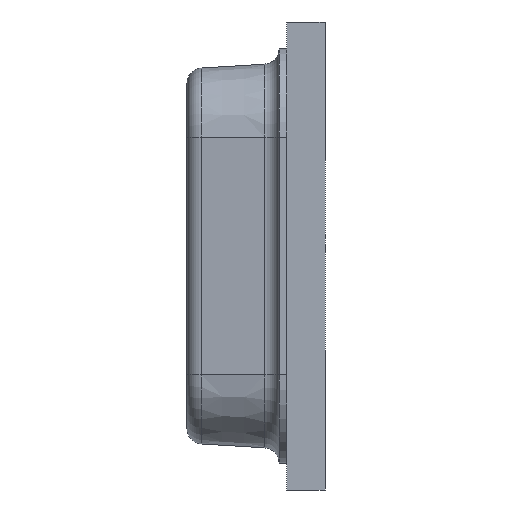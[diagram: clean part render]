
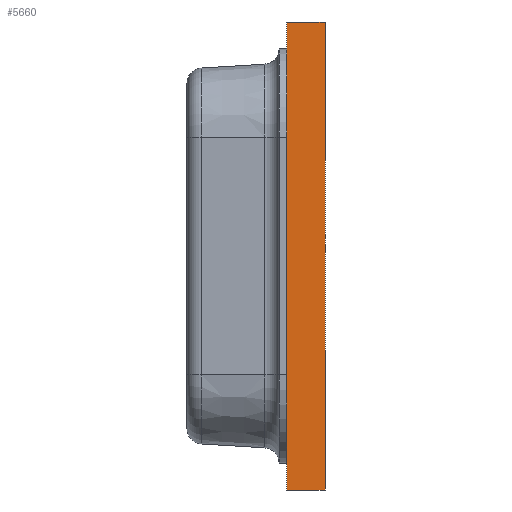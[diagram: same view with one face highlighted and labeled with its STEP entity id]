
A CAD part, left-side view. The second image highlights one B-rep face of the part: STEP entity #5660.
In plain terms, the highlighted planar face has unit normal (-1, 0, 0).
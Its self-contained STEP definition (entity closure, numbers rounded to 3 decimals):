
#10 = CARTESIAN_POINT ( 'NONE',  ( -2.525, 0., 1.525 ) ) ;
#251 = DIRECTION ( 'NONE',  ( 1., 0., 0. ) ) ;
#346 = VECTOR ( 'NONE', #1957, 1000. ) ;
#406 = DIRECTION ( 'NONE',  ( 0., 0., 1. ) ) ;
#550 = VECTOR ( 'NONE', #1834, 1000. ) ;
#634 = EDGE_LOOP ( 'NONE', ( #3641, #661, #2018, #4081 ) ) ;
#661 = ORIENTED_EDGE ( 'NONE', *, *, #1166, .F. ) ;
#879 = VECTOR ( 'NONE', #406, 1000. ) ;
#895 = CARTESIAN_POINT ( 'NONE',  ( -2.525, 0.25, 1.525 ) ) ;
#995 = CARTESIAN_POINT ( 'NONE',  ( -2.525, 0.25, 1.525 ) ) ;
#1047 = EDGE_CURVE ( 'NONE', #3775, #1976, #2142, .T. ) ;
#1166 = EDGE_CURVE ( 'NONE', #1976, #4011, #3127, .T. ) ;
#1340 = CARTESIAN_POINT ( 'NONE',  ( -2.525, 0.25, 1.525 ) ) ;
#1579 = AXIS2_PLACEMENT_3D ( 'NONE', #3087, #251, #3625 ) ;
#1609 = LINE ( 'NONE', #10, #346 ) ;
#1670 = VECTOR ( 'NONE', #4213, 1000. ) ;
#1834 = DIRECTION ( 'NONE',  ( 0., -1., 0. ) ) ;
#1844 = FACE_OUTER_BOUND ( 'NONE', #634, .T. ) ;
#1853 = CARTESIAN_POINT ( 'NONE',  ( -2.525, 0., -1.525 ) ) ;
#1957 = DIRECTION ( 'NONE',  ( 0., 0., 1. ) ) ;
#1976 = VERTEX_POINT ( 'NONE', #1340 ) ;
#2018 = ORIENTED_EDGE ( 'NONE', *, *, #1047, .F. ) ;
#2142 = LINE ( 'NONE', #995, #879 ) ;
#2953 = LINE ( 'NONE', #3741, #1670 ) ;
#3016 = VERTEX_POINT ( 'NONE', #1853 ) ;
#3087 = CARTESIAN_POINT ( 'NONE',  ( -2.525, 0.25, 1.525 ) ) ;
#3127 = LINE ( 'NONE', #895, #550 ) ;
#3138 = PLANE ( 'NONE',  #1579 ) ;
#3292 = CARTESIAN_POINT ( 'NONE',  ( -2.525, 0.25, -1.525 ) ) ;
#3625 = DIRECTION ( 'NONE',  ( 0., 0., -1. ) ) ;
#3641 = ORIENTED_EDGE ( 'NONE', *, *, #5459, .T. ) ;
#3741 = CARTESIAN_POINT ( 'NONE',  ( -2.525, 0.25, -1.525 ) ) ;
#3775 = VERTEX_POINT ( 'NONE', #3292 ) ;
#4011 = VERTEX_POINT ( 'NONE', #4432 ) ;
#4081 = ORIENTED_EDGE ( 'NONE', *, *, #6234, .T. ) ;
#4213 = DIRECTION ( 'NONE',  ( 0., -1., 0. ) ) ;
#4432 = CARTESIAN_POINT ( 'NONE',  ( -2.525, 0., 1.525 ) ) ;
#5459 = EDGE_CURVE ( 'NONE', #3016, #4011, #1609, .T. ) ;
#5660 = ADVANCED_FACE ( 'NONE', ( #1844 ), #3138, .F. ) ;
#6234 = EDGE_CURVE ( 'NONE', #3775, #3016, #2953, .T. ) ;
